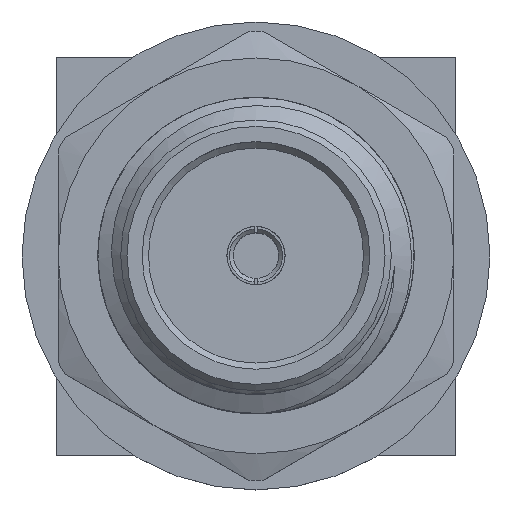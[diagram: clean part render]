
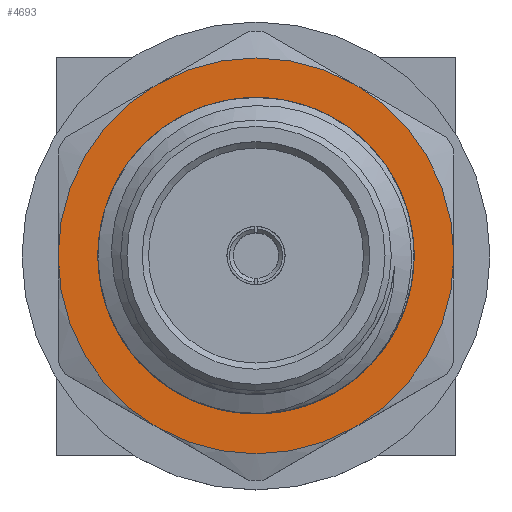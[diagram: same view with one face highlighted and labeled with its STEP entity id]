
A CAD part, top view. The second image highlights one B-rep face of the part: STEP entity #4693.
In plain terms, the highlighted planar face has unit normal (0, 0, 1).
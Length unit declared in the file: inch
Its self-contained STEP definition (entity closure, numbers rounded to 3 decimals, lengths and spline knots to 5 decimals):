
#23 = ORIENTED_EDGE ( 'NONE', *, *, #5495, .T. ) ;
#154 = CARTESIAN_POINT ( 'NONE',  ( -0.09766, 0.0738, 0.22 ) ) ;
#159 = VERTEX_POINT ( 'NONE', #6966 ) ;
#290 = VERTEX_POINT ( 'NONE', #441 ) ;
#394 = ORIENTED_EDGE ( 'NONE', *, *, #3162, .T. ) ;
#409 = DIRECTION ( 'NONE',  ( 0.866, -0.5, 0. ) ) ;
#441 = CARTESIAN_POINT ( 'NONE',  ( -0.07825, -0.13553, 0.22 ) ) ;
#491 = CARTESIAN_POINT ( 'NONE',  ( 0., 0., 0.22 ) ) ;
#725 = CARTESIAN_POINT ( 'NONE',  ( 0.07825, -0.13553, 0.22 ) ) ;
#815 = CARTESIAN_POINT ( 'NONE',  ( -0.07657, 0.09852, 0.22 ) ) ;
#878 = ORIENTED_EDGE ( 'NONE', *, *, #901, .F. ) ;
#889 = CARTESIAN_POINT ( 'NONE',  ( -0.06783, 0.10499, 0.22 ) ) ;
#901 = EDGE_CURVE ( 'NONE', #7566, #5260, #8494, .T. ) ;
#918 = DIRECTION ( 'NONE',  ( 1., 0., 0. ) ) ;
#962 = FACE_BOUND ( 'NONE', #7521, .T. ) ;
#1008 = CIRCLE ( 'NONE', #2938, 0.1565 ) ;
#1022 = CARTESIAN_POINT ( 'NONE',  ( 0., 0., 0.22 ) ) ;
#1031 = CARTESIAN_POINT ( 'NONE',  ( 0., 0., 0.22 ) ) ;
#1095 = DIRECTION ( 'NONE',  ( 0., 0., 1. ) ) ;
#1163 = VERTEX_POINT ( 'NONE', #2878 ) ;
#1195 = CIRCLE ( 'NONE', #5062, 0.1565 ) ;
#1200 = CARTESIAN_POINT ( 'NONE',  ( 0.06445, 0.10454, 0.22 ) ) ;
#1373 = CARTESIAN_POINT ( 'NONE',  ( -0.10325, 0.06456, 0.22 ) ) ;
#1454 = EDGE_CURVE ( 'NONE', #7566, #4721, #6214, .T. ) ;
#1514 = VERTEX_POINT ( 'NONE', #725 ) ;
#1516 = EDGE_CURVE ( 'NONE', #159, #5260, #4562, .T. ) ;
#1519 = FACE_OUTER_BOUND ( 'NONE', #7209, .T. ) ;
#1700 = DIRECTION ( 'NONE',  ( 0.866, -0.5, 0. ) ) ;
#1732 = DIRECTION ( 'NONE',  ( 0.866, -0.5, 0. ) ) ;
#1745 = DIRECTION ( 'NONE',  ( 0.866, -0.5, 0. ) ) ;
#1784 = DIRECTION ( 'NONE',  ( 0., 0., 1. ) ) ;
#1790 = EDGE_CURVE ( 'NONE', #4721, #159, #6161, .T. ) ;
#1964 = DIRECTION ( 'NONE',  ( 0., 0., 1. ) ) ;
#2017 = DIRECTION ( 'NONE',  ( 0.866, -0.5, 0. ) ) ;
#2057 = ORIENTED_EDGE ( 'NONE', *, *, #2684, .T. ) ;
#2459 = DIRECTION ( 'NONE',  ( 0., 0., 1. ) ) ;
#2549 = CARTESIAN_POINT ( 'NONE',  ( 0.0726, 0.09821, 0.22 ) ) ;
#2615 = VERTEX_POINT ( 'NONE', #4499 ) ;
#2684 = EDGE_CURVE ( 'NONE', #2928, #2615, #2724, .T. ) ;
#2690 = CIRCLE ( 'NONE', #7511, 0.1565 ) ;
#2724 = CIRCLE ( 'NONE', #6167, 0.1565 ) ;
#2878 = CARTESIAN_POINT ( 'NONE',  ( -0.07825, 0.13553, 0.22 ) ) ;
#2928 = VERTEX_POINT ( 'NONE', #5048 ) ;
#2938 = AXIS2_PLACEMENT_3D ( 'NONE', #4460, #1095, #1732 ) ;
#3054 = CARTESIAN_POINT ( 'NONE',  ( -0.1565, 0., 0.22 ) ) ;
#3097 = DIRECTION ( 'NONE',  ( 0., 0., 1. ) ) ;
#3162 = EDGE_CURVE ( 'NONE', #1163, #5343, #3961, .T. ) ;
#3171 = EDGE_CURVE ( 'NONE', #2615, #1163, #1195, .T. ) ;
#3507 = CARTESIAN_POINT ( 'NONE',  ( 0., 0., 0.22 ) ) ;
#3636 = CARTESIAN_POINT ( 'NONE',  ( 0.07995, 0.09085, 0.22 ) ) ;
#3681 = AXIS2_PLACEMENT_3D ( 'NONE', #7019, #8281, #1700 ) ;
#3864 = CARTESIAN_POINT ( 'NONE',  ( 0.02715, 0.12202, 0.22 ) ) ;
#3961 = CIRCLE ( 'NONE', #3681, 0.1565 ) ;
#4073 = DIRECTION ( 'NONE',  ( 0., 0., 1. ) ) ;
#4225 = DIRECTION ( 'NONE',  ( 0., 0., -1. ) ) ;
#4288 = PLANE ( 'NONE',  #6684 ) ;
#4460 = CARTESIAN_POINT ( 'NONE',  ( 0., 0., 0.22 ) ) ;
#4499 = CARTESIAN_POINT ( 'NONE',  ( 0.07825, 0.13553, 0.22 ) ) ;
#4515 = ORIENTED_EDGE ( 'NONE', *, *, #1516, .T. ) ;
#4562 = B_SPLINE_CURVE_WITH_KNOTS ( 'NONE', 3,
 ( #7329, #6730, #1373, #154, #7247, #6564, #815, #7375 ),
 .UNSPECIFIED., .F., .F.,
 ( 4, 2, 2, 4 ),
 ( 0., 0.25, 0.5, 1. ),
 .UNSPECIFIED. ) ;
#4693 = ADVANCED_FACE ( 'NONE', ( #962, #1519 ), #4288, .T. ) ;
#4721 = VERTEX_POINT ( 'NONE', #8176 ) ;
#4926 = ORIENTED_EDGE ( 'NONE', *, *, #3171, .T. ) ;
#5048 = CARTESIAN_POINT ( 'NONE',  ( 0.1565, 0., 0.22 ) ) ;
#5062 = AXIS2_PLACEMENT_3D ( 'NONE', #491, #1784, #409 ) ;
#5260 = VERTEX_POINT ( 'NONE', #889 ) ;
#5343 = VERTEX_POINT ( 'NONE', #3054 ) ;
#5364 = CIRCLE ( 'NONE', #6597, 0.1565 ) ;
#5376 = CARTESIAN_POINT ( 'NONE',  ( 0., 0., 0.22 ) ) ;
#5390 = EDGE_CURVE ( 'NONE', #1514, #2928, #2690, .T. ) ;
#5495 = EDGE_CURVE ( 'NONE', #5343, #290, #1008, .T. ) ;
#5880 = AXIS2_PLACEMENT_3D ( 'NONE', #7896, #1964, #5998 ) ;
#5998 = DIRECTION ( 'NONE',  ( 0.866, -0.5, 0. ) ) ;
#6161 = CIRCLE ( 'NONE', #7256, 0.12102 ) ;
#6167 = AXIS2_PLACEMENT_3D ( 'NONE', #8382, #2459, #2017 ) ;
#6214 = B_SPLINE_CURVE_WITH_KNOTS ( 'NONE', 3,
 ( #8220, #7119, #7569, #1200, #2549, #3636 ),
 .UNSPECIFIED., .F., .F.,
 ( 4, 2, 4 ),
 ( 0., 0.5, 1. ),
 .UNSPECIFIED. ) ;
#6307 = DIRECTION ( 'NONE',  ( 0.866, -0.5, 0. ) ) ;
#6507 = ORIENTED_EDGE ( 'NONE', *, *, #1454, .T. ) ;
#6564 = CARTESIAN_POINT ( 'NONE',  ( -0.08433, 0.09104, 0.22 ) ) ;
#6597 = AXIS2_PLACEMENT_3D ( 'NONE', #5376, #4073, #8007 ) ;
#6684 = AXIS2_PLACEMENT_3D ( 'NONE', #3507, #6787, #918 ) ;
#6725 = ORIENTED_EDGE ( 'NONE', *, *, #7815, .T. ) ;
#6730 = CARTESIAN_POINT ( 'NONE',  ( -0.10572, 0.05978, 0.22 ) ) ;
#6787 = DIRECTION ( 'NONE',  ( 0., 0., 1. ) ) ;
#6927 = ORIENTED_EDGE ( 'NONE', *, *, #5390, .T. ) ;
#6966 = CARTESIAN_POINT ( 'NONE',  ( -0.10787, 0.05485, 0.22 ) ) ;
#7019 = CARTESIAN_POINT ( 'NONE',  ( 0., 0., 0.22 ) ) ;
#7119 = CARTESIAN_POINT ( 'NONE',  ( 0.03711, 0.11915, 0.22 ) ) ;
#7209 = EDGE_LOOP ( 'NONE', ( #6927, #2057, #4926, #394, #23, #6725 ) ) ;
#7247 = CARTESIAN_POINT ( 'NONE',  ( -0.0945, 0.07831, 0.22 ) ) ;
#7256 = AXIS2_PLACEMENT_3D ( 'NONE', #1031, #4225, #6307 ) ;
#7329 = CARTESIAN_POINT ( 'NONE',  ( -0.10787, 0.05485, 0.22 ) ) ;
#7375 = CARTESIAN_POINT ( 'NONE',  ( -0.06783, 0.10499, 0.22 ) ) ;
#7511 = AXIS2_PLACEMENT_3D ( 'NONE', #1022, #3097, #1745 ) ;
#7521 = EDGE_LOOP ( 'NONE', ( #878, #6507, #7665, #4515 ) ) ;
#7566 = VERTEX_POINT ( 'NONE', #3864 ) ;
#7569 = CARTESIAN_POINT ( 'NONE',  ( 0.04655, 0.11509, 0.22 ) ) ;
#7665 = ORIENTED_EDGE ( 'NONE', *, *, #1790, .T. ) ;
#7815 = EDGE_CURVE ( 'NONE', #290, #1514, #5364, .T. ) ;
#7896 = CARTESIAN_POINT ( 'NONE',  ( 0., 0., 0.22 ) ) ;
#8007 = DIRECTION ( 'NONE',  ( 0.866, -0.5, 0. ) ) ;
#8176 = CARTESIAN_POINT ( 'NONE',  ( 0.07995, 0.09085, 0.22 ) ) ;
#8220 = CARTESIAN_POINT ( 'NONE',  ( 0.02715, 0.12202, 0.22 ) ) ;
#8281 = DIRECTION ( 'NONE',  ( 0., 0., 1. ) ) ;
#8382 = CARTESIAN_POINT ( 'NONE',  ( 0., 0., 0.22 ) ) ;
#8494 = CIRCLE ( 'NONE', #5880, 0.125 ) ;
